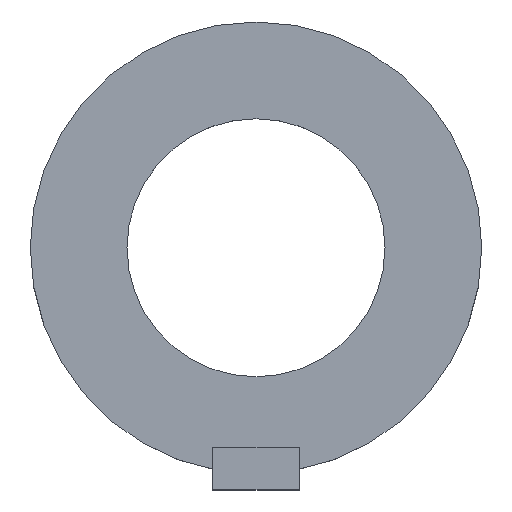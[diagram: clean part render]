
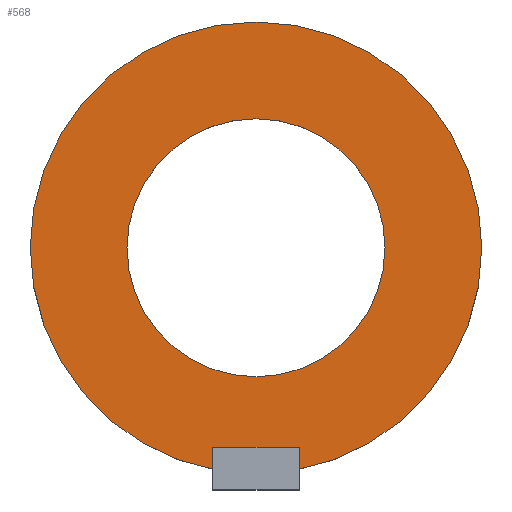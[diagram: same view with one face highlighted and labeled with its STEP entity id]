
A CAD part, top view. The second image highlights one B-rep face of the part: STEP entity #568.
In plain terms, the highlighted planar face has unit normal (0, 0, 1).
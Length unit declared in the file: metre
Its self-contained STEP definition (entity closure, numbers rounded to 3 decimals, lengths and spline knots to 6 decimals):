
#110=PLANE('',#706);
#232=ORIENTED_EDGE('',*,*,#308,.T.);
#233=ORIENTED_EDGE('',*,*,#310,.F.);
#308=EDGE_CURVE('',#360,#360,#392,.T.);
#310=EDGE_CURVE('',#362,#362,#394,.T.);
#360=VERTEX_POINT('',#1042);
#362=VERTEX_POINT('',#1047);
#392=CIRCLE('',#701,0.021);
#394=CIRCLE('',#704,0.012);
#444=EDGE_LOOP('',(#232));
#445=EDGE_LOOP('',(#233));
#504=FACE_BOUND('',#444,.T.);
#505=FACE_BOUND('',#445,.T.);
#568=ADVANCED_FACE('',(#504,#505),#110,.T.);
#701=AXIS2_PLACEMENT_3D('',#1041,#864,#865);
#704=AXIS2_PLACEMENT_3D('',#1046,#870,#871);
#706=AXIS2_PLACEMENT_3D('',#1050,#874,#875);
#864=DIRECTION('',(0.,0.,1.));
#865=DIRECTION('',(1.,0.,0.));
#870=DIRECTION('',(0.,0.,1.));
#871=DIRECTION('',(1.,0.,0.));
#874=DIRECTION('',(0.,0.,1.));
#875=DIRECTION('',(1.,0.,0.));
#1041=CARTESIAN_POINT('',(0.007,-0.007,0.03664));
#1042=CARTESIAN_POINT('',(0.028,-0.007,0.03664));
#1046=CARTESIAN_POINT('',(0.007,-0.007,0.03664));
#1047=CARTESIAN_POINT('',(0.019,-0.007,0.03664));
#1050=CARTESIAN_POINT('',(0.007182,-0.007,0.03664));
